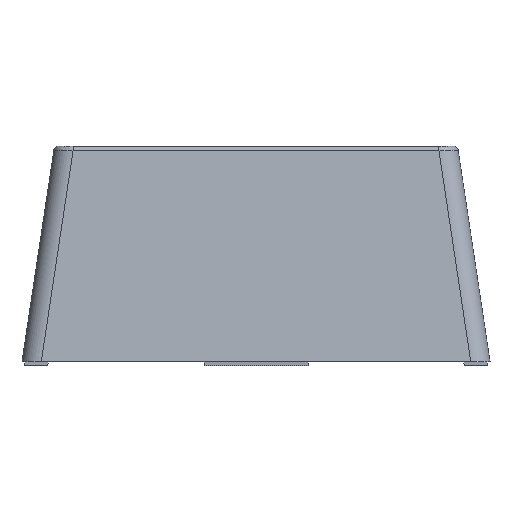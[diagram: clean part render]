
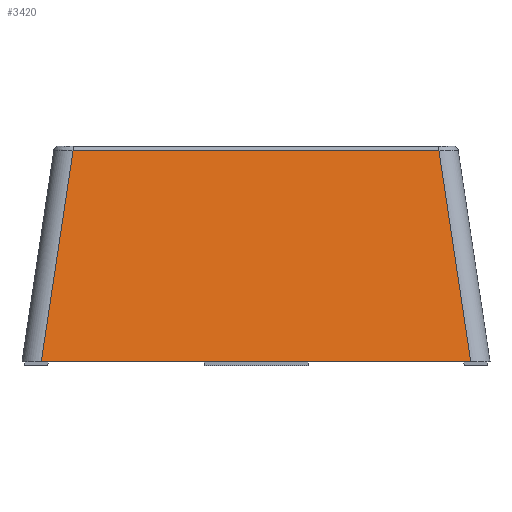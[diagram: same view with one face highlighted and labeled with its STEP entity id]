
A CAD part, left-side view. The second image highlights one B-rep face of the part: STEP entity #3420.
In plain terms, the highlighted planar face has unit normal (-0.989, 0, 0.149).
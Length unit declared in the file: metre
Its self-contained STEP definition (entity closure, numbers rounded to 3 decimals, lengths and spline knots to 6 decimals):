
#279=LINE('',#6407,#705);
#283=LINE('',#6508,#709);
#284=LINE('',#6515,#710);
#705=VECTOR('',#4182,1.);
#709=VECTOR('',#4188,1.);
#710=VECTOR('',#4189,1.);
#936=B_SPLINE_CURVE_WITH_KNOTS('',3,(#6510,#6511,#6512,#6513),
 .UNSPECIFIED.,.F.,.F.,(4,4),(0.,1.),
 .UNSPECIFIED.);
#1490=ORIENTED_EDGE('',*,*,#2258,.F.);
#1491=ORIENTED_EDGE('',*,*,#2259,.T.);
#1492=ORIENTED_EDGE('',*,*,#2260,.T.);
#1493=ORIENTED_EDGE('',*,*,#2250,.F.);
#2250=EDGE_CURVE('',#2664,#2665,#279,.T.);
#2258=EDGE_CURVE('',#2672,#2664,#283,.T.);
#2259=EDGE_CURVE('',#2672,#2673,#936,.T.);
#2260=EDGE_CURVE('',#2673,#2665,#284,.T.);
#2664=VERTEX_POINT('',#6408);
#2665=VERTEX_POINT('',#6409);
#2672=VERTEX_POINT('',#6509);
#2673=VERTEX_POINT('',#6514);
#2880=EDGE_LOOP('',(#1490,#1491,#1492,#1493));
#3076=FACE_BOUND('',#2880,.T.);
#3246=PLANE('',#3633);
#3420=ADVANCED_FACE('',(#3076),#3246,.T.);
#3633=AXIS2_PLACEMENT_3D('',#6507,#4186,#4187);
#4182=DIRECTION('',(0.,1.,0.));
#4186=DIRECTION('',(-0.989,0.,0.149));
#4187=DIRECTION('',(0.,1.,0.));
#4188=DIRECTION('',(-0.147,-0.147,-0.978));
#4189=DIRECTION('',(-0.147,0.147,-0.978));
#6407=CARTESIAN_POINT('',(-0.009,-0.009,-0.0083));
#6408=CARTESIAN_POINT('',(-0.009,-0.008258,-0.0083));
#6409=CARTESIAN_POINT('',(-0.009,0.008258,-0.0083));
#6507=CARTESIAN_POINT('',(-0.00775,-0.00775,0.));
#6508=CARTESIAN_POINT('',(-0.008375,-0.007633,-0.00415));
#6509=CARTESIAN_POINT('',(-0.007776,-0.007034,-0.00017));
#6510=CARTESIAN_POINT('',(-0.007776,-0.007034,-0.00017));
#6511=CARTESIAN_POINT('',(-0.007776,-0.002345,-0.00017));
#6512=CARTESIAN_POINT('',(-0.007776,0.002345,-0.00017));
#6513=CARTESIAN_POINT('',(-0.007776,0.007034,-0.00017));
#6514=CARTESIAN_POINT('',(-0.007776,0.007034,-0.00017));
#6515=CARTESIAN_POINT('',(-0.008375,0.007633,-0.00415));
